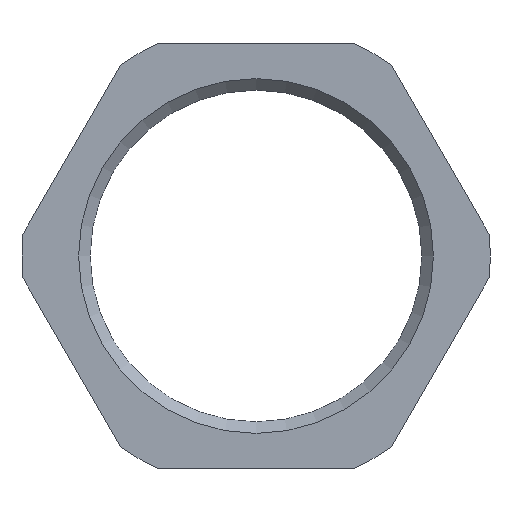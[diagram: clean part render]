
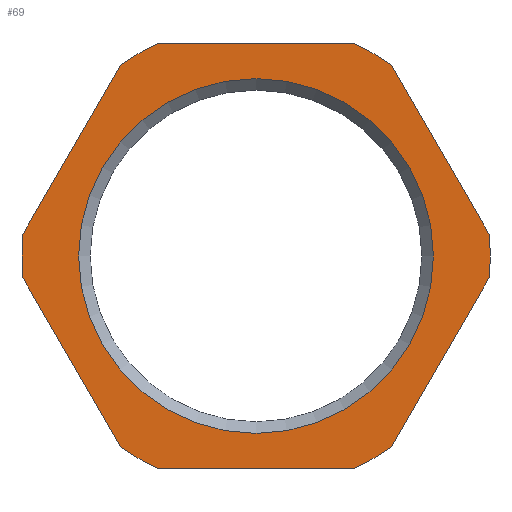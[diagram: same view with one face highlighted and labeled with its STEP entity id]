
A CAD part, left-side view. The second image highlights one B-rep face of the part: STEP entity #69.
In plain terms, the highlighted planar face has unit normal (-1, 0, 0).
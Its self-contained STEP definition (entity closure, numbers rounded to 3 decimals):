
#69 = ADVANCED_FACE( '', ( #137, #138 ), #139, .F. );
#137 = FACE_OUTER_BOUND( '', #200, .T. );
#138 = FACE_BOUND( '', #201, .T. );
#139 = PLANE( '', #202 );
#200 = EDGE_LOOP( '', ( #329, #330, #331, #332, #333, #334, #335, #336, #337, #338, #339, #340 ) );
#201 = EDGE_LOOP( '', ( #341 ) );
#202 = AXIS2_PLACEMENT_3D( '', #342, #343, #344 );
#329 = ORIENTED_EDGE( '', *, *, #402, .F. );
#330 = ORIENTED_EDGE( '', *, *, #405, .F. );
#331 = ORIENTED_EDGE( '', *, *, #408, .F. );
#332 = ORIENTED_EDGE( '', *, *, #390, .F. );
#333 = ORIENTED_EDGE( '', *, *, #410, .F. );
#334 = ORIENTED_EDGE( '', *, *, #394, .F. );
#335 = ORIENTED_EDGE( '', *, *, #412, .F. );
#336 = ORIENTED_EDGE( '', *, *, #398, .F. );
#337 = ORIENTED_EDGE( '', *, *, #387, .F. );
#338 = ORIENTED_EDGE( '', *, *, #377, .F. );
#339 = ORIENTED_EDGE( '', *, *, #381, .F. );
#340 = ORIENTED_EDGE( '', *, *, #384, .F. );
#341 = ORIENTED_EDGE( '', *, *, #413, .T. );
#342 = CARTESIAN_POINT( '', ( 0., 0., 0. ) );
#343 = DIRECTION( '', ( 1., 0., 0. ) );
#344 = DIRECTION( '', ( 0., 0., -1. ) );
#377 = EDGE_CURVE( '', #449, #450, #451, .T. );
#381 = EDGE_CURVE( '', #455, #449, #456, .T. );
#384 = EDGE_CURVE( '', #459, #455, #460, .T. );
#387 = EDGE_CURVE( '', #450, #463, #464, .T. );
#390 = EDGE_CURVE( '', #467, #468, #469, .T. );
#394 = EDGE_CURVE( '', #473, #474, #475, .T. );
#398 = EDGE_CURVE( '', #463, #479, #480, .T. );
#402 = EDGE_CURVE( '', #484, #459, #485, .T. );
#405 = EDGE_CURVE( '', #488, #484, #489, .T. );
#408 = EDGE_CURVE( '', #468, #488, #492, .T. );
#410 = EDGE_CURVE( '', #474, #467, #494, .T. );
#412 = EDGE_CURVE( '', #479, #473, #496, .T. );
#413 = EDGE_CURVE( '', #497, #497, #498, .T. );
#449 = VERTEX_POINT( '', #540 );
#450 = VERTEX_POINT( '', #541 );
#451 = CIRCLE( '', #542, 16.5 );
#455 = VERTEX_POINT( '', #548 );
#456 = LINE( '', #549, #550 );
#459 = VERTEX_POINT( '', #554 );
#460 = CIRCLE( '', #555, 16.5 );
#463 = VERTEX_POINT( '', #559 );
#464 = LINE( '', #560, #561 );
#467 = VERTEX_POINT( '', #565 );
#468 = VERTEX_POINT( '', #566 );
#469 = CIRCLE( '', #567, 16.5 );
#473 = VERTEX_POINT( '', #573 );
#474 = VERTEX_POINT( '', #574 );
#475 = CIRCLE( '', #575, 16.5 );
#479 = VERTEX_POINT( '', #581 );
#480 = CIRCLE( '', #582, 16.5 );
#484 = VERTEX_POINT( '', #587 );
#485 = LINE( '', #588, #589 );
#488 = VERTEX_POINT( '', #593 );
#489 = CIRCLE( '', #594, 16.5 );
#492 = LINE( '', #598, #599 );
#494 = LINE( '', #601, #602 );
#496 = LINE( '', #604, #605 );
#497 = VERTEX_POINT( '', #606 );
#498 = CIRCLE( '', #607, 12.5 );
#540 = CARTESIAN_POINT( '', ( 0., -6.874, 15. ) );
#541 = CARTESIAN_POINT( '', ( 0., -9.553, 13.453 ) );
#542 = AXIS2_PLACEMENT_3D( '', #643, #644, #645 );
#548 = CARTESIAN_POINT( '', ( 0., 6.874, 15. ) );
#549 = CARTESIAN_POINT( '', ( 0., 6.874, 15. ) );
#550 = VECTOR( '', #648, 1000. );
#554 = CARTESIAN_POINT( '', ( 0., 9.553, 13.453 ) );
#555 = AXIS2_PLACEMENT_3D( '', #650, #651, #652 );
#559 = CARTESIAN_POINT( '', ( 0., -16.427, 1.547 ) );
#560 = CARTESIAN_POINT( '', ( 0., -9.553, 13.453 ) );
#561 = VECTOR( '', #654, 1000. );
#565 = CARTESIAN_POINT( '', ( 0., 6.874, -15. ) );
#566 = CARTESIAN_POINT( '', ( 0., 9.553, -13.453 ) );
#567 = AXIS2_PLACEMENT_3D( '', #656, #657, #658 );
#573 = CARTESIAN_POINT( '', ( 0., -9.553, -13.453 ) );
#574 = CARTESIAN_POINT( '', ( 0., -6.874, -15. ) );
#575 = AXIS2_PLACEMENT_3D( '', #661, #662, #663 );
#581 = CARTESIAN_POINT( '', ( 0., -16.427, -1.547 ) );
#582 = AXIS2_PLACEMENT_3D( '', #666, #667, #668 );
#587 = CARTESIAN_POINT( '', ( 0., 16.427, 1.547 ) );
#588 = CARTESIAN_POINT( '', ( 0., 16.427, 1.547 ) );
#589 = VECTOR( '', #670, 1000. );
#593 = CARTESIAN_POINT( '', ( 0., 16.427, -1.547 ) );
#594 = AXIS2_PLACEMENT_3D( '', #672, #673, #674 );
#598 = CARTESIAN_POINT( '', ( 0., 9.553, -13.453 ) );
#599 = VECTOR( '', #676, 1000. );
#601 = CARTESIAN_POINT( '', ( 0., -6.874, -15. ) );
#602 = VECTOR( '', #677, 1000. );
#604 = CARTESIAN_POINT( '', ( 0., -16.427, -1.547 ) );
#605 = VECTOR( '', #678, 1000. );
#606 = CARTESIAN_POINT( '', ( 0., 0., -12.5 ) );
#607 = AXIS2_PLACEMENT_3D( '', #679, #680, #681 );
#643 = CARTESIAN_POINT( '', ( 0., 0., 0. ) );
#644 = DIRECTION( '', ( 1., 0., 0. ) );
#645 = DIRECTION( '', ( 0., 0., -1. ) );
#648 = DIRECTION( '', ( 0., -1., 0. ) );
#650 = CARTESIAN_POINT( '', ( 0., 0., 0. ) );
#651 = DIRECTION( '', ( 1., 0., 0. ) );
#652 = DIRECTION( '', ( 0., 0., -1. ) );
#654 = DIRECTION( '', ( 0., -0.5, -0.866 ) );
#656 = CARTESIAN_POINT( '', ( 0., 0., 0. ) );
#657 = DIRECTION( '', ( 1., 0., 0. ) );
#658 = DIRECTION( '', ( 0., 0., -1. ) );
#661 = CARTESIAN_POINT( '', ( 0., 0., 0. ) );
#662 = DIRECTION( '', ( 1., 0., 0. ) );
#663 = DIRECTION( '', ( 0., 0., -1. ) );
#666 = CARTESIAN_POINT( '', ( 0., 0., 0. ) );
#667 = DIRECTION( '', ( 1., 0., 0. ) );
#668 = DIRECTION( '', ( 0., 0., -1. ) );
#670 = DIRECTION( '', ( 0., -0.5, 0.866 ) );
#672 = CARTESIAN_POINT( '', ( 0., 0., 0. ) );
#673 = DIRECTION( '', ( 1., 0., 0. ) );
#674 = DIRECTION( '', ( 0., 0., -1. ) );
#676 = DIRECTION( '', ( 0., 0.5, 0.866 ) );
#677 = DIRECTION( '', ( 0., 1., 0. ) );
#678 = DIRECTION( '', ( 0., 0.5, -0.866 ) );
#679 = CARTESIAN_POINT( '', ( 0., 0., 0. ) );
#680 = DIRECTION( '', ( 1., 0., 0. ) );
#681 = DIRECTION( '', ( 0., 0., -1. ) );
